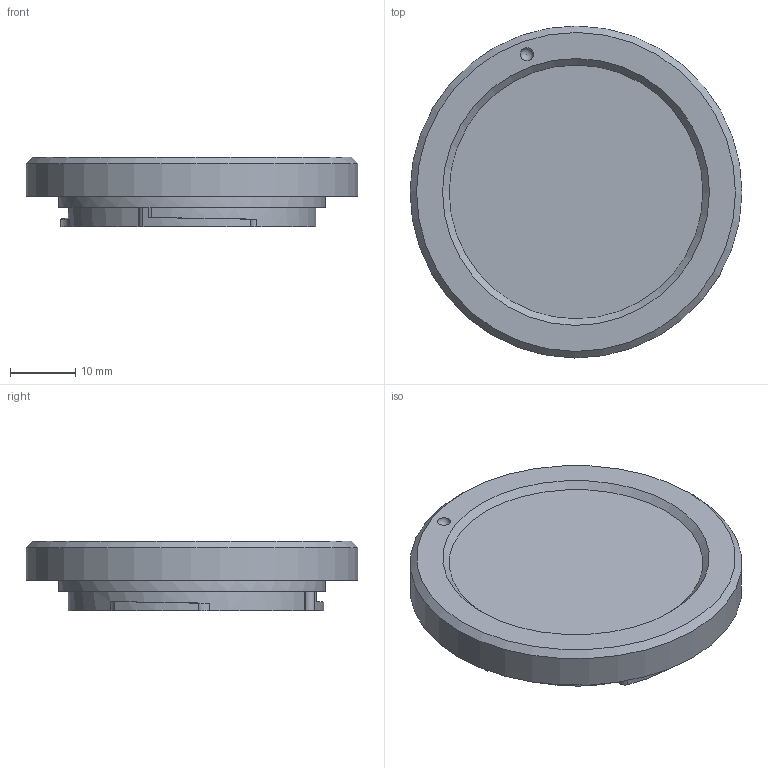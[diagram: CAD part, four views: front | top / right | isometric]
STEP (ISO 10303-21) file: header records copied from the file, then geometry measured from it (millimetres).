
FILE_DESCRIPTION(/* description */ (''),/* implementation_level */ '2;1');
FILE_NAME(/* name */ 'baseBodyCap_PENF',/* time_stamp */ '2023-12-05T12:38:03-05:00',/* author */ ('George Moua'),/* organization */ ('Archive 663'),/* preprocessor_version */ 'ST-DEVELOPER v16.7',/* originating_system */ 'Solid Edge',/* authorisation */ 'Unknown');
FILE_SCHEMA (('AUTOMOTIVE_DESIGN {1 0 10303 214 3 1 1}'));
Length unit declared in the file: millimetre
Products named in the file (3): mountLensBase; mountLensBase_PENF_oa_0; baseBodyCap_PENF
Assembly tree (2 placements, depth 3):
  mountLensBase
    mountLensBase_PENF_oa_0
      baseBodyCap_PENF
Bounding box: 51 x 51 x 10.75 mm (x, y, z)
Volume: 7278.2 mm3; surface area: 7714.7 mm2
Topology: 1 solids, 1 shells, 31 faces, 74 edges, 50 vertices
Faces by surface type: cylinder 15, plane 9, bspline 3, cone 3, sphere 1
Full cylindrical faces by diameter (mm): 34 x1, 41 x1, 43 x1, 48 x1, 51 x1
Entity records: 1068 total; most frequent: CARTESIAN_POINT 356, DIRECTION 138, ORIENTED_EDGE 118, AXIS2_PLACEMENT_3D 60, EDGE_CURVE 59, EDGE_LOOP 45, FACE_BOUND 45, VERTEX_POINT 44
